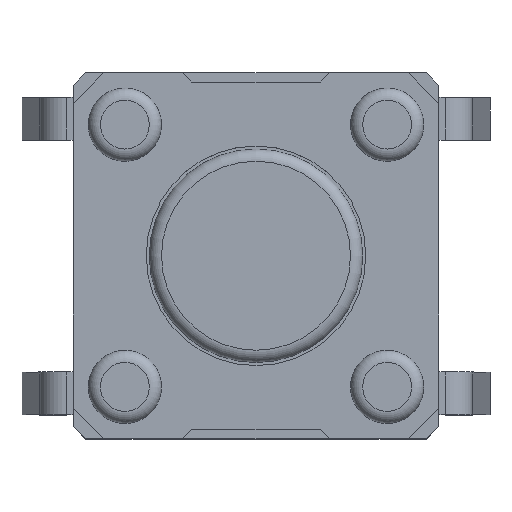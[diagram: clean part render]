
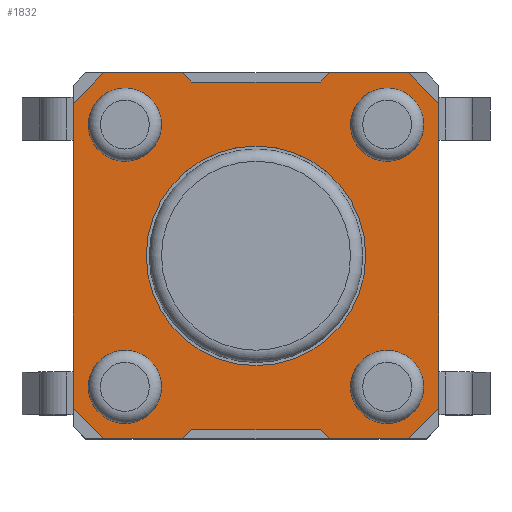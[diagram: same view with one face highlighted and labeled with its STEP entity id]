
A CAD part, top view. The second image highlights one B-rep face of the part: STEP entity #1832.
In plain terms, the highlighted planar face has unit normal (0, 0, 1).
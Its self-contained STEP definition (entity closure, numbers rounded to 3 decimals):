
#13=DIRECTION('',(0.,0.,1.));
#14=DIRECTION('',(1.,0.,-0.));
#27=VECTOR('',#28,1.);
#28=DIRECTION('',(1.,0.,0.));
#35=VECTOR('',#36,1.);
#36=DIRECTION('',(0.,-1.,0.));
#47=VECTOR('',#48,1.);
#48=DIRECTION('',(0.,1.,0.));
#219=DIRECTION('',(-1.,0.,0.));
#509=VECTOR('',#510,1.);
#510=DIRECTION('',(0.707,0.707,0.));
#527=DIRECTION('',(0.707,-0.707,0.));
#571=VECTOR('',#219,1.);
#606=VERTEX_POINT('',#607);
#607=CARTESIAN_POINT('',(6.25,-4.75,3.4));
#609=ORIENTED_EDGE('',*,*,#610,.T.);
#610=EDGE_CURVE('',#606,#611,#613,.T.);
#611=VERTEX_POINT('',#612);
#612=CARTESIAN_POINT('',(6.25,0.25,3.4));
#613=LINE('',#614,#47);
#614=CARTESIAN_POINT('',(6.25,-5.25,3.4));
#642=VECTOR('',#643,1.);
#643=DIRECTION('',(-0.707,0.707,0.));
#1122=VECTOR('',#527,1.);
#1133=VERTEX_POINT('',#1134);
#1134=CARTESIAN_POINT('',(0.75,-5.25,3.4));
#1136=ORIENTED_EDGE('',*,*,#1137,.T.);
#1137=EDGE_CURVE('',#1133,#1138,#1140,.T.);
#1138=VERTEX_POINT('',#1139);
#1139=CARTESIAN_POINT('',(2.05,-5.25,3.4));
#1140=LINE('',#1141,#27);
#1141=CARTESIAN_POINT('',(0.25,-5.25,3.4));
#1163=VECTOR('',#1164,1.);
#1164=DIRECTION('',(1.,0.,0.));
#1171=VERTEX_POINT('',#1172);
#1172=CARTESIAN_POINT('',(4.45,-5.25,3.4));
#1174=ORIENTED_EDGE('',*,*,#1175,.T.);
#1175=EDGE_CURVE('',#1171,#1176,#1140,.T.);
#1176=VERTEX_POINT('',#1177);
#1177=CARTESIAN_POINT('',(5.75,-5.25,3.4));
#1193=DIRECTION('',(-0.707,-0.707,0.));
#1236=VECTOR('',#1193,1.);
#1274=VERTEX_POINT('',#1275);
#1275=CARTESIAN_POINT('',(0.25,0.25,3.4));
#1277=ORIENTED_EDGE('',*,*,#1278,.T.);
#1278=EDGE_CURVE('',#1274,#1279,#1281,.T.);
#1279=VERTEX_POINT('',#1280);
#1280=CARTESIAN_POINT('',(0.25,-4.75,3.4));
#1281=LINE('',#1282,#35);
#1282=CARTESIAN_POINT('',(0.25,0.75,3.4));
#1719=ORIENTED_EDGE('',*,*,#1720,.T.);
#1720=EDGE_CURVE('',#1176,#606,#1721,.T.);
#1721=LINE('',#1722,#509);
#1722=CARTESIAN_POINT('',(6.,-5.,3.4));
#1821=ORIENTED_EDGE('',*,*,#1822,.T.);
#1822=EDGE_CURVE('',#611,#1823,#1825,.T.);
#1823=VERTEX_POINT('',#1824);
#1824=CARTESIAN_POINT('',(5.75,0.75,3.4));
#1825=LINE('',#1826,#642);
#1826=CARTESIAN_POINT('',(6.,0.5,3.4));
#1832=ADVANCED_FACE('',(#1833,#1883,#1892,#1901,#1910,#1919),#1928,.T.);
#1833=FACE_BOUND('',#1834,.T.);
#1834=EDGE_LOOP('',(#1835,#1136,#1839,#1844,#1849,#1174,#1719,#609,#1821,#1852,#1858,#1863,#1870,#1875,#1879,#1277));
#1835=ORIENTED_EDGE('',*,*,#1836,.T.);
#1836=EDGE_CURVE('',#1279,#1133,#1837,.T.);
#1837=LINE('',#1838,#1122);
#1838=CARTESIAN_POINT('',(0.5,-5.,3.4));
#1839=ORIENTED_EDGE('',*,*,#1840,.T.);
#1840=EDGE_CURVE('',#1138,#1841,#1843,.T.);
#1841=VERTEX_POINT('',#1842);
#1842=CARTESIAN_POINT('',(2.2,-5.1,3.4));
#1843=LINE('',#1139,#509);
#1844=ORIENTED_EDGE('',*,*,#1845,.T.);
#1845=EDGE_CURVE('',#1841,#1846,#1848,.T.);
#1846=VERTEX_POINT('',#1847);
#1847=CARTESIAN_POINT('',(4.3,-5.1,3.4));
#1848=LINE('',#1842,#1163);
#1849=ORIENTED_EDGE('',*,*,#1850,.T.);
#1850=EDGE_CURVE('',#1846,#1171,#1851,.T.);
#1851=LINE('',#1847,#1122);
#1852=ORIENTED_EDGE('',*,*,#1853,.T.);
#1853=EDGE_CURVE('',#1823,#1854,#1856,.T.);
#1854=VERTEX_POINT('',#1855);
#1855=CARTESIAN_POINT('',(4.45,0.75,3.4));
#1856=LINE('',#1857,#571);
#1857=CARTESIAN_POINT('',(6.25,0.75,3.4));
#1858=ORIENTED_EDGE('',*,*,#1859,.F.);
#1859=EDGE_CURVE('',#1860,#1854,#1862,.T.);
#1860=VERTEX_POINT('',#1861);
#1861=CARTESIAN_POINT('',(4.3,0.6,3.4));
#1862=LINE('',#1861,#509);
#1863=ORIENTED_EDGE('',*,*,#1864,.F.);
#1864=EDGE_CURVE('',#1865,#1860,#1867,.T.);
#1865=VERTEX_POINT('',#1866);
#1866=CARTESIAN_POINT('',(2.2,0.6,3.4));
#1867=LINE('',#1866,#1868);
#1868=VECTOR('',#1869,1.);
#1869=DIRECTION('',(1.,0.,0.));
#1870=ORIENTED_EDGE('',*,*,#1871,.F.);
#1871=EDGE_CURVE('',#1872,#1865,#1874,.T.);
#1872=VERTEX_POINT('',#1873);
#1873=CARTESIAN_POINT('',(2.05,0.75,3.4));
#1874=LINE('',#1873,#1122);
#1875=ORIENTED_EDGE('',*,*,#1876,.T.);
#1876=EDGE_CURVE('',#1872,#1877,#1856,.T.);
#1877=VERTEX_POINT('',#1878);
#1878=CARTESIAN_POINT('',(0.75,0.75,3.4));
#1879=ORIENTED_EDGE('',*,*,#1880,.T.);
#1880=EDGE_CURVE('',#1877,#1274,#1881,.T.);
#1881=LINE('',#1882,#1236);
#1882=CARTESIAN_POINT('',(0.5,0.5,3.4));
#1883=FACE_BOUND('',#1884,.T.);
#1884=EDGE_LOOP('',(#1885));
#1885=ORIENTED_EDGE('',*,*,#1886,.F.);
#1886=EDGE_CURVE('',#1887,#1887,#1889,.T.);
#1887=VERTEX_POINT('',#1888);
#1888=CARTESIAN_POINT('',(1.7,-4.4,3.4));
#1889=CIRCLE('',#1890,0.6);
#1890=AXIS2_PLACEMENT_3D('',#1891,#13,#14);
#1891=CARTESIAN_POINT('',(1.1,-4.4,3.4));
#1892=FACE_BOUND('',#1893,.T.);
#1893=EDGE_LOOP('',(#1894));
#1894=ORIENTED_EDGE('',*,*,#1895,.F.);
#1895=EDGE_CURVE('',#1896,#1896,#1898,.T.);
#1896=VERTEX_POINT('',#1897);
#1897=CARTESIAN_POINT('',(6.,-4.4,3.4));
#1898=CIRCLE('',#1899,0.6);
#1899=AXIS2_PLACEMENT_3D('',#1900,#13,#14);
#1900=CARTESIAN_POINT('',(5.4,-4.4,3.4));
#1901=FACE_BOUND('',#1902,.T.);
#1902=EDGE_LOOP('',(#1903));
#1903=ORIENTED_EDGE('',*,*,#1904,.F.);
#1904=EDGE_CURVE('',#1905,#1905,#1907,.T.);
#1905=VERTEX_POINT('',#1906);
#1906=CARTESIAN_POINT('',(5.05,-2.25,3.4));
#1907=CIRCLE('',#1908,1.8);
#1908=AXIS2_PLACEMENT_3D('',#1909,#13,#28);
#1909=CARTESIAN_POINT('',(3.25,-2.25,3.4));
#1910=FACE_BOUND('',#1911,.T.);
#1911=EDGE_LOOP('',(#1912));
#1912=ORIENTED_EDGE('',*,*,#1913,.F.);
#1913=EDGE_CURVE('',#1914,#1914,#1916,.T.);
#1914=VERTEX_POINT('',#1915);
#1915=CARTESIAN_POINT('',(1.7,-0.1,3.4));
#1916=CIRCLE('',#1917,0.6);
#1917=AXIS2_PLACEMENT_3D('',#1918,#13,#14);
#1918=CARTESIAN_POINT('',(1.1,-0.1,3.4));
#1919=FACE_BOUND('',#1920,.T.);
#1920=EDGE_LOOP('',(#1921));
#1921=ORIENTED_EDGE('',*,*,#1922,.F.);
#1922=EDGE_CURVE('',#1923,#1923,#1925,.T.);
#1923=VERTEX_POINT('',#1924);
#1924=CARTESIAN_POINT('',(6.,-0.1,3.4));
#1925=CIRCLE('',#1926,0.6);
#1926=AXIS2_PLACEMENT_3D('',#1927,#13,#14);
#1927=CARTESIAN_POINT('',(5.4,-0.1,3.4));
#1928=PLANE('',#1908);
